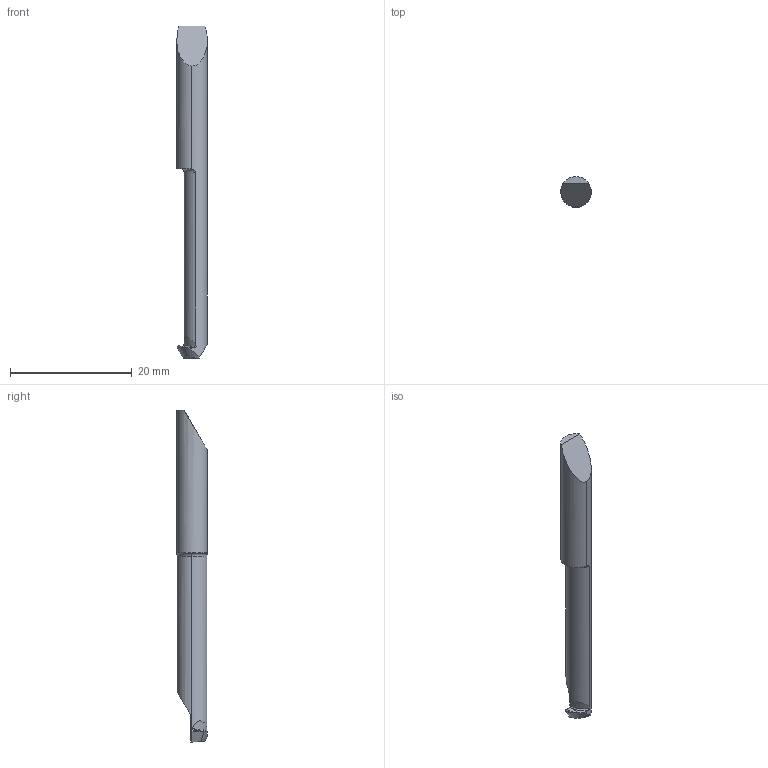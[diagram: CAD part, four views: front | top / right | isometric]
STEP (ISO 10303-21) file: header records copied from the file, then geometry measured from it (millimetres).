
FILE_DESCRIPTION(/* description */ (''),/* implementation_level */ '2;1');
FILE_NAME(/* name */ '1603340709417.stp',/* time_stamp */ '2020-10-22T09:55:16+05:00',/* author */ (''),/* organization */ ('SMS'),/* preprocessor_version */ 'ST-DEVELOPER v16.7',/* originating_system */ 'SIEMENS PLM Software NX 12.0',/* authorisation */ '');
FILE_SCHEMA (('AUTOMOTIVE_DESIGN { 1 0 10303 214 3 1 1 1 }'));
Length unit declared in the file: millimetre
Products named in the file (1): 203212489mod000_00
Bounding box: 4.99 x 5 x 54.5 mm (x, y, z)
Volume: 801.4 mm3; surface area: 780.5 mm2
Topology: 2 solids, 2 shells, 38 faces, 99 edges, 69 vertices
Faces by surface type: plane 13, bspline 11, torus 7, cylinder 6, cone 1
Entity records: 1530 total; most frequent: CARTESIAN_POINT 653, ORIENTED_EDGE 196, DIRECTION 136, EDGE_CURVE 98, VERTEX_POINT 64, AXIS2_PLACEMENT_3D 57, B_SPLINE_CURVE_WITH_KNOTS 43, ADVANCED_FACE 38
